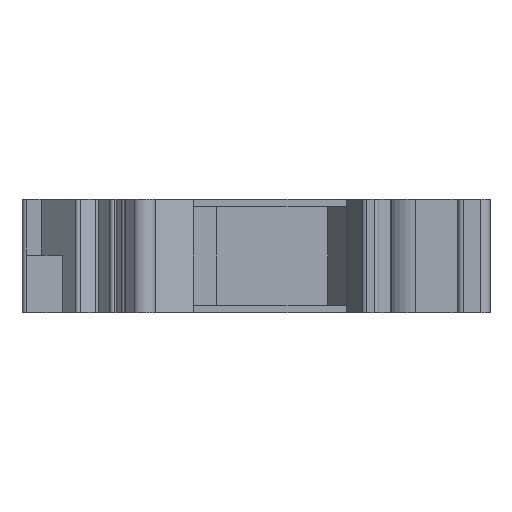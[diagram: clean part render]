
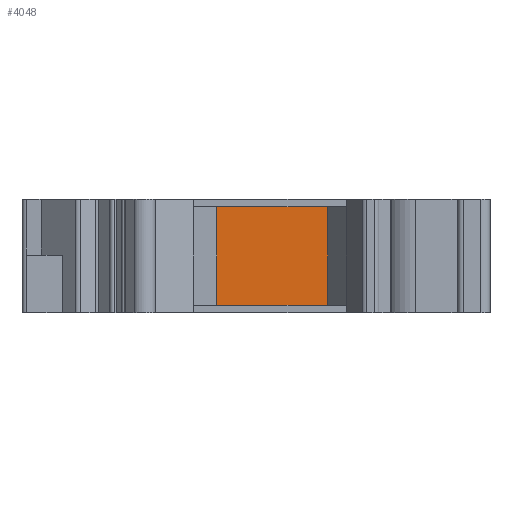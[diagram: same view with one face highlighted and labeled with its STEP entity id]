
A CAD part, left-side view. The second image highlights one B-rep face of the part: STEP entity #4048.
In plain terms, the highlighted planar face has unit normal (-1, 0, 0).
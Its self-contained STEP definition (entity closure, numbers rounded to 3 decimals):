
#1525=DIRECTION('',(0.,1.,0.));
#1526=VECTOR('',#1525,11.961);
#1527=CARTESIAN_POINT('',(-15.,11.414,-5.3));
#1528=LINE('',#1527,#1526);
#1573=DIRECTION('',(0.,0.,1.));
#1574=VECTOR('',#1573,10.6);
#1575=CARTESIAN_POINT('',(-15.,11.414,-5.3));
#1576=LINE('',#1575,#1574);
#1577=DIRECTION('',(0.,0.,1.));
#1578=VECTOR('',#1577,10.6);
#1579=CARTESIAN_POINT('',(-15.,23.375,-5.3));
#1580=LINE('',#1579,#1578);
#1669=DIRECTION('',(0.,1.,0.));
#1670=VECTOR('',#1669,11.961);
#1671=CARTESIAN_POINT('',(-15.,11.414,5.3));
#1672=LINE('',#1671,#1670);
#2581=CARTESIAN_POINT('',(-15.,11.414,-5.3));
#2582=CARTESIAN_POINT('',(-15.,23.375,-5.3));
#2583=VERTEX_POINT('',#2581);
#2584=VERTEX_POINT('',#2582);
#2589=CARTESIAN_POINT('',(-15.,11.414,5.3));
#2590=CARTESIAN_POINT('',(-15.,23.375,5.3));
#2591=VERTEX_POINT('',#2589);
#2592=VERTEX_POINT('',#2590);
#4035=CARTESIAN_POINT('',(-15.,11.414,-5.3));
#4036=DIRECTION('',(1.,0.,0.));
#4037=DIRECTION('',(0.,1.,0.));
#4038=AXIS2_PLACEMENT_3D('',#4035,#4036,#4037);
#4039=PLANE('',#4038);
#4040=ORIENTED_EDGE('',*,*,#3954,.T.);
#4042=ORIENTED_EDGE('',*,*,#4041,.T.);
#4044=ORIENTED_EDGE('',*,*,#4043,.F.);
#4045=ORIENTED_EDGE('',*,*,#4028,.F.);
#4046=EDGE_LOOP('',(#4040,#4042,#4044,#4045));
#4047=FACE_OUTER_BOUND('',#4046,.F.);
#4048=ADVANCED_FACE('',(#4047),#4039,.F.);
#3954=EDGE_CURVE('',#2583,#2584,#1528,.T.);
#4028=EDGE_CURVE('',#2583,#2591,#1576,.T.);
#4041=EDGE_CURVE('',#2584,#2592,#1580,.T.);
#4043=EDGE_CURVE('',#2591,#2592,#1672,.T.);
